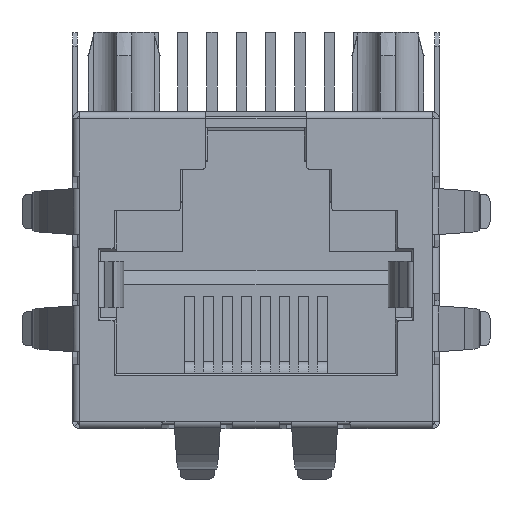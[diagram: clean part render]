
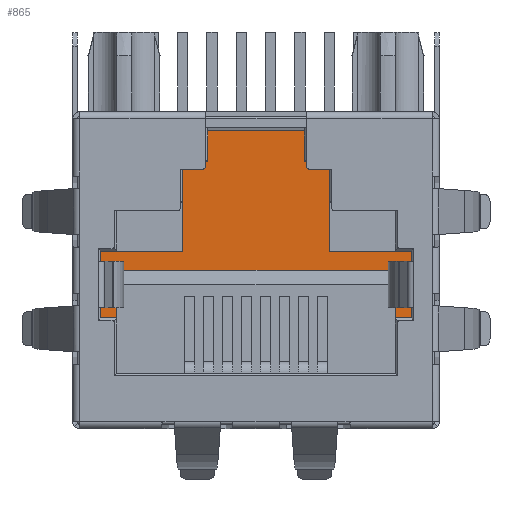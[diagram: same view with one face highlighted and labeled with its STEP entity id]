
A CAD part, front view. The second image highlights one B-rep face of the part: STEP entity #865.
In plain terms, the highlighted planar face has unit normal (0, -1, 0).
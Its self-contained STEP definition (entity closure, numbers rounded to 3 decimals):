
#865 = ADVANCED_FACE( '', ( #2428 ), #2429, .T. );
#2428 = FACE_OUTER_BOUND( '', #4784, .T. );
#2429 = PLANE( '', #4785 );
#4784 = EDGE_LOOP( '', ( #7771, #7772, #7773, #7774, #7775, #7776, #7777, #7778, #7779, #7780, #7781, #7782 ) );
#4785 = AXIS2_PLACEMENT_3D( '', #7783, #7784, #7785 );
#7771 = ORIENTED_EDGE( '', *, *, #14510, .T. );
#7772 = ORIENTED_EDGE( '', *, *, #14322, .T. );
#7773 = ORIENTED_EDGE( '', *, *, #14511, .T. );
#7774 = ORIENTED_EDGE( '', *, *, #14512, .T. );
#7775 = ORIENTED_EDGE( '', *, *, #14513, .T. );
#7776 = ORIENTED_EDGE( '', *, *, #14514, .T. );
#7777 = ORIENTED_EDGE( '', *, *, #14515, .T. );
#7778 = ORIENTED_EDGE( '', *, *, #14516, .T. );
#7779 = ORIENTED_EDGE( '', *, *, #14517, .F. );
#7780 = ORIENTED_EDGE( '', *, *, #14518, .F. );
#7781 = ORIENTED_EDGE( '', *, *, #14519, .F. );
#7782 = ORIENTED_EDGE( '', *, *, #14520, .T. );
#7783 = CARTESIAN_POINT( '', ( -6.74, 0.48, -0.62 ) );
#7784 = DIRECTION( '', ( 0., -1., 0. ) );
#7785 = DIRECTION( '', ( 0., 0., -1. ) );
#14322 = EDGE_CURVE( '', #17042, #17040, #17043, .T. );
#14510 = EDGE_CURVE( '', #17394, #17042, #17395, .T. );
#14511 = EDGE_CURVE( '', #17040, #17396, #17397, .T. );
#14512 = EDGE_CURVE( '', #17396, #17398, #17399, .T. );
#14513 = EDGE_CURVE( '', #17398, #17400, #17401, .T. );
#14514 = EDGE_CURVE( '', #17400, #17402, #17403, .T. );
#14515 = EDGE_CURVE( '', #17402, #17404, #17405, .T. );
#14516 = EDGE_CURVE( '', #17404, #17406, #17407, .T. );
#14517 = EDGE_CURVE( '', #17408, #17406, #17409, .T. );
#14518 = EDGE_CURVE( '', #17410, #17408, #17411, .T. );
#14519 = EDGE_CURVE( '', #17412, #17410, #17413, .T. );
#14520 = EDGE_CURVE( '', #17412, #17394, #17414, .T. );
#17040 = VERTEX_POINT( '', #20943 );
#17042 = VERTEX_POINT( '', #20946 );
#17043 = LINE( '', #20947, #20948 );
#17394 = VERTEX_POINT( '', #21492 );
#17395 = LINE( '', #21493, #21494 );
#17396 = VERTEX_POINT( '', #21495 );
#17397 = LINE( '', #21496, #21497 );
#17398 = VERTEX_POINT( '', #21498 );
#17399 = LINE( '', #21499, #21500 );
#17400 = VERTEX_POINT( '', #21501 );
#17401 = LINE( '', #21502, #21503 );
#17402 = VERTEX_POINT( '', #21504 );
#17403 = LINE( '', #21505, #21506 );
#17404 = VERTEX_POINT( '', #21507 );
#17405 = LINE( '', #21508, #21509 );
#17406 = VERTEX_POINT( '', #21510 );
#17407 = LINE( '', #21511, #21512 );
#17408 = VERTEX_POINT( '', #21513 );
#17409 = LINE( '', #21514, #21515 );
#17410 = VERTEX_POINT( '', #21516 );
#17411 = LINE( '', #21517, #21518 );
#17412 = VERTEX_POINT( '', #21519 );
#17413 = LINE( '', #21520, #21521 );
#17414 = LINE( '', #21522, #21523 );
#20943 = CARTESIAN_POINT( '', ( 3.19, 0.48, 6.07 ) );
#20946 = CARTESIAN_POINT( '', ( 3.19, 0.48, 0.83 ) );
#20947 = CARTESIAN_POINT( '', ( 3.19, 0.48, 2.92 ) );
#20948 = VECTOR( '', #27147, 1000. );
#21492 = CARTESIAN_POINT( '', ( 6.74, 0.48, 0.83 ) );
#21493 = CARTESIAN_POINT( '', ( 6.74, 0.48, 0.83 ) );
#21494 = VECTOR( '', #27367, 1000. );
#21495 = CARTESIAN_POINT( '', ( -3.19, 0.48, 6.07 ) );
#21496 = CARTESIAN_POINT( '', ( 2.09, 0.48, 6.07 ) );
#21497 = VECTOR( '', #27368, 1000. );
#21498 = CARTESIAN_POINT( '', ( -3.19, 0.48, 0.83 ) );
#21499 = CARTESIAN_POINT( '', ( -3.19, 0.48, 4.72 ) );
#21500 = VECTOR( '', #27369, 1000. );
#21501 = CARTESIAN_POINT( '', ( -6.74, 0.48, 0.83 ) );
#21502 = CARTESIAN_POINT( '', ( -6.04, 0.48, 0.83 ) );
#21503 = VECTOR( '', #27370, 1000. );
#21504 = CARTESIAN_POINT( '', ( -6.74, 0.48, -2.07 ) );
#21505 = CARTESIAN_POINT( '', ( -6.74, 0.48, 0.83 ) );
#21506 = VECTOR( '', #27371, 1000. );
#21507 = CARTESIAN_POINT( '', ( -6.04, 0.48, -2.07 ) );
#21508 = CARTESIAN_POINT( '', ( -6.74, 0.48, -2.07 ) );
#21509 = VECTOR( '', #27372, 1000. );
#21510 = CARTESIAN_POINT( '', ( -6.04, 0.48, 0. ) );
#21511 = CARTESIAN_POINT( '', ( -6.04, 0.48, -2.07 ) );
#21512 = VECTOR( '', #27373, 1000. );
#21513 = CARTESIAN_POINT( '', ( 6.04, 0.48, 0. ) );
#21514 = CARTESIAN_POINT( '', ( 6.04, 0.48, 0. ) );
#21515 = VECTOR( '', #27374, 1000. );
#21516 = CARTESIAN_POINT( '', ( 6.04, 0.48, -2.07 ) );
#21517 = CARTESIAN_POINT( '', ( 6.04, 0.48, -2.07 ) );
#21518 = VECTOR( '', #27375, 1000. );
#21519 = CARTESIAN_POINT( '', ( 6.74, 0.48, -2.07 ) );
#21520 = CARTESIAN_POINT( '', ( 6.74, 0.48, -2.07 ) );
#21521 = VECTOR( '', #27376, 1000. );
#21522 = CARTESIAN_POINT( '', ( 6.74, 0.48, -0.62 ) );
#21523 = VECTOR( '', #27377, 1000. );
#27147 = DIRECTION( '', ( 0., 0., 1. ) );
#27367 = DIRECTION( '', ( -1., 0., 0. ) );
#27368 = DIRECTION( '', ( -1., 0., 0. ) );
#27369 = DIRECTION( '', ( 0., 0., -1. ) );
#27370 = DIRECTION( '', ( -1., 0., 0. ) );
#27371 = DIRECTION( '', ( 0., 0., -1. ) );
#27372 = DIRECTION( '', ( 1., 0., 0. ) );
#27373 = DIRECTION( '', ( 0., 0., 1. ) );
#27374 = DIRECTION( '', ( -1., 0., 0. ) );
#27375 = DIRECTION( '', ( 0., 0., 1. ) );
#27376 = DIRECTION( '', ( -1., 0., 0. ) );
#27377 = DIRECTION( '', ( 0., 0., 1. ) );
